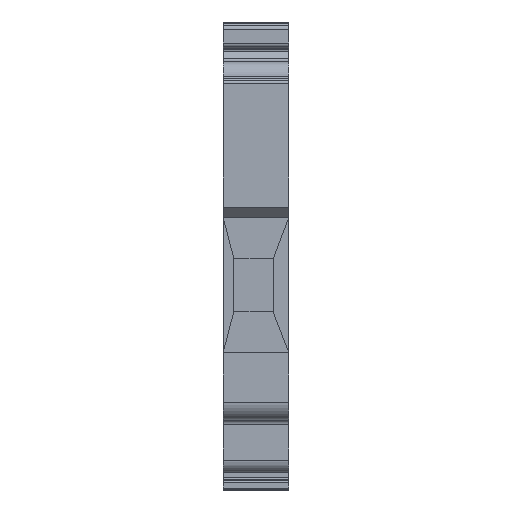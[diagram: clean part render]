
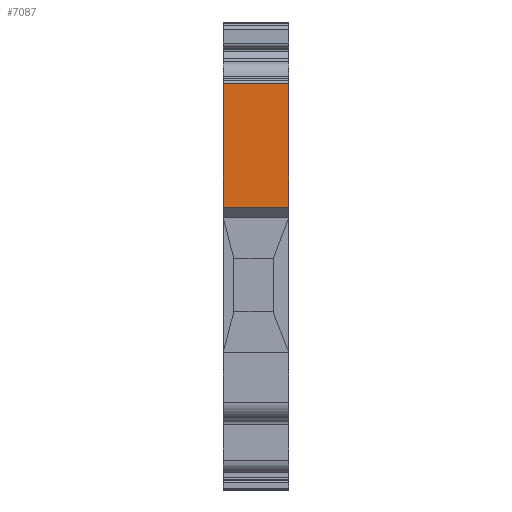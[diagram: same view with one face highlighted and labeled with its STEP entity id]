
A CAD part, left-side view. The second image highlights one B-rep face of the part: STEP entity #7087.
In plain terms, the highlighted face is planar.
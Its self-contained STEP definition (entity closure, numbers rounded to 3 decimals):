
#314 = PLANE ( 'NONE',  #5697 ) ;
#501 = CARTESIAN_POINT ( 'NONE',  ( 0., 14.15, 28.15 ) ) ;
#1380 = FACE_OUTER_BOUND ( 'NONE', #7932, .T. ) ;
#1401 = VECTOR ( 'NONE', #7623, 1000. ) ;
#1457 = VERTEX_POINT ( 'NONE', #6859 ) ;
#1540 = ORIENTED_EDGE ( 'NONE', *, *, #2476, .T. ) ;
#1777 = LINE ( 'NONE', #3612, #8023 ) ;
#1810 = LINE ( 'NONE', #7460, #5556 ) ;
#2011 = VERTEX_POINT ( 'NONE', #501 ) ;
#2296 = CARTESIAN_POINT ( 'NONE',  ( 8., 14.15, 28.15 ) ) ;
#2476 = EDGE_CURVE ( 'NONE', #4333, #1457, #5123, .T. ) ;
#2502 = DIRECTION ( 'NONE',  ( 0., 0., -1. ) ) ;
#2557 = EDGE_CURVE ( 'NONE', #4333, #2011, #7220, .T. ) ;
#2786 = CARTESIAN_POINT ( 'NONE',  ( 0., 14.15, 43.204 ) ) ;
#3140 = CARTESIAN_POINT ( 'NONE',  ( 0., 14.15, 43.204 ) ) ;
#3291 = EDGE_CURVE ( 'NONE', #1457, #5478, #1810, .T. ) ;
#3326 = CARTESIAN_POINT ( 'NONE',  ( 0., 14.15, 43.204 ) ) ;
#3391 = DIRECTION ( 'NONE',  ( 0., -1., 0. ) ) ;
#3612 = CARTESIAN_POINT ( 'NONE',  ( 0., 14.15, 28.15 ) ) ;
#4116 = VECTOR ( 'NONE', #6608, 1000. ) ;
#4123 = CARTESIAN_POINT ( 'NONE',  ( 0., 14.15, 43.204 ) ) ;
#4162 = ORIENTED_EDGE ( 'NONE', *, *, #4529, .F. ) ;
#4333 = VERTEX_POINT ( 'NONE', #3140 ) ;
#4529 = EDGE_CURVE ( 'NONE', #2011, #5478, #1777, .T. ) ;
#5123 = LINE ( 'NONE', #3326, #1401 ) ;
#5478 = VERTEX_POINT ( 'NONE', #2296 ) ;
#5556 = VECTOR ( 'NONE', #2502, 1000. ) ;
#5697 = AXIS2_PLACEMENT_3D ( 'NONE', #2786, #3391, #6057 ) ;
#6057 = DIRECTION ( 'NONE',  ( 0., 0., 1. ) ) ;
#6608 = DIRECTION ( 'NONE',  ( 0., 0., -1. ) ) ;
#6801 = DIRECTION ( 'NONE',  ( 1., 0., 0. ) ) ;
#6859 = CARTESIAN_POINT ( 'NONE',  ( 8., 14.15, 43.204 ) ) ;
#7087 = ADVANCED_FACE ( 'NONE', ( #1380 ), #314, .F. ) ;
#7100 = ORIENTED_EDGE ( 'NONE', *, *, #2557, .F. ) ;
#7220 = LINE ( 'NONE', #4123, #4116 ) ;
#7460 = CARTESIAN_POINT ( 'NONE',  ( 8., 14.15, 43.204 ) ) ;
#7623 = DIRECTION ( 'NONE',  ( 1., 0., 0. ) ) ;
#7932 = EDGE_LOOP ( 'NONE', ( #4162, #7100, #1540, #8029 ) ) ;
#8023 = VECTOR ( 'NONE', #6801, 1000. ) ;
#8029 = ORIENTED_EDGE ( 'NONE', *, *, #3291, .T. ) ;
